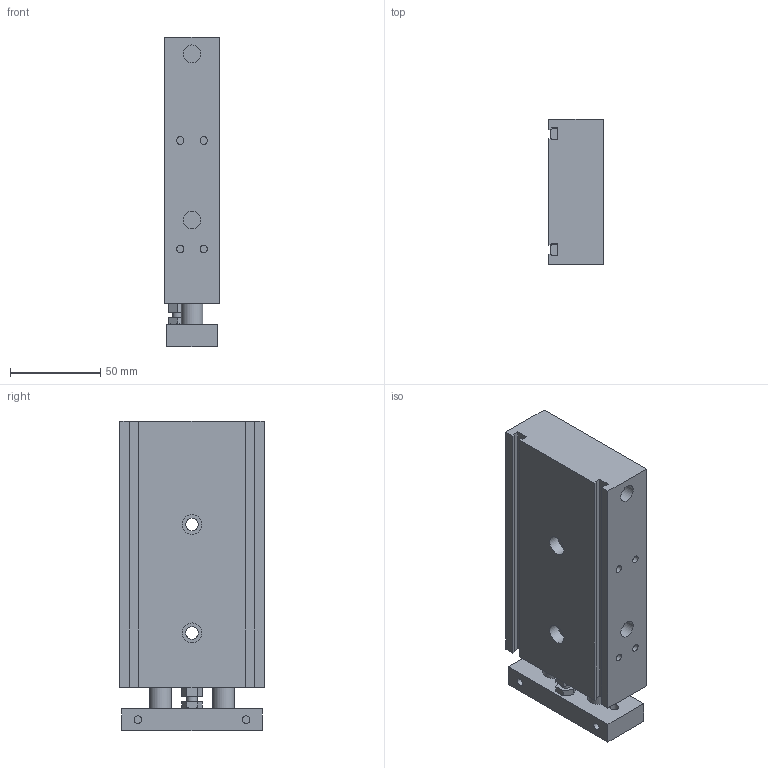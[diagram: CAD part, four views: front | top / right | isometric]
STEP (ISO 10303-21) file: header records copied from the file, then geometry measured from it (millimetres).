
FILE_DESCRIPTION((''),'2;1');
FILE_NAME('6200250075B.stp','2007-02-24T08:49:13',('valotma1'),(''),'Autodesk Inventor 11','Autodesk Inventor 11','');
FILE_SCHEMA(('AUTOMOTIVE_DESIGN { 1 0 10303 214 1 1 1 1 }'));
Length unit declared in the file: millimetre
Products named in the file (4): 6200250075B; CORPO Ø25 C75; PIASTRA Ø25 C75; vteifz6x20
Assembly tree (3 placements, depth 2):
  6200250075B
    CORPO Ø25 C75
    PIASTRA Ø25 C75
    vteifz6x20
Bounding box: 30 x 80 x 171 mm (x, y, z)
Volume: 371085.3 mm3; surface area: 63303 mm2
Topology: 3 solids, 3 shells, 97 faces, 198 edges, 132 vertices
Faces by surface type: plane 55, bspline 28, cylinder 12, cone 2
Full cylindrical faces by diameter (mm): 4.134 x6, 6 x2, 9.73 x2, 12 x2
Entity records: 2710 total; most frequent: CARTESIAN_POINT 720, DIRECTION 370, ORIENTED_EDGE 332, EDGE_CURVE 166, EDGE_LOOP 160, AXIS2_PLACEMENT_3D 134, VERTEX_POINT 130, VECTOR 102
